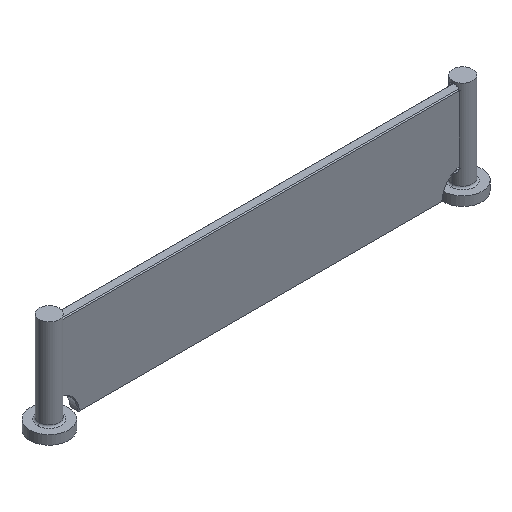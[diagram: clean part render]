
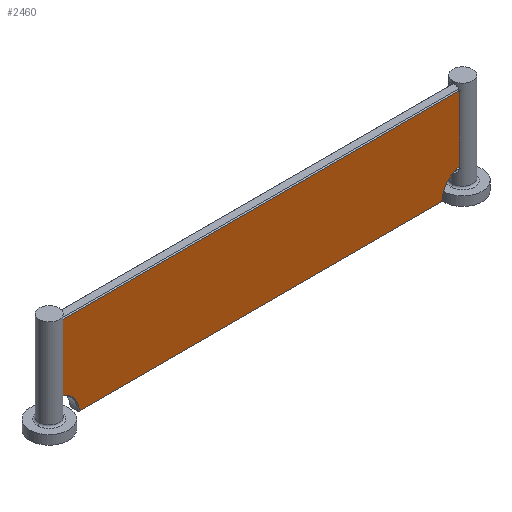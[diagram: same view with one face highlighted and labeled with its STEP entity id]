
A CAD part, isometric view. The second image highlights one B-rep face of the part: STEP entity #2460.
In plain terms, the highlighted planar face has unit normal (0, -1, 0).
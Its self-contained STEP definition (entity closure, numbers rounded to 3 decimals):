
#20 = CARTESIAN_POINT ( 'NONE',  ( 3., -5., 54. ) ) ;
#28 = LINE ( 'NONE', #2183, #1347 ) ;
#54 = CIRCLE ( 'NONE', #1929, 26. ) ;
#108 = VERTEX_POINT ( 'NONE', #1993 ) ;
#156 = EDGE_CURVE ( 'NONE', #108, #1106, #868, .T. ) ;
#200 = CARTESIAN_POINT ( 'NONE',  ( 451., -5., 102. ) ) ;
#434 = CARTESIAN_POINT ( 'NONE',  ( 3., -5., 102. ) ) ;
#479 = CARTESIAN_POINT ( 'NONE',  ( 451., -5., 30.981 ) ) ;
#531 = DIRECTION ( 'NONE',  ( -1., 0., 0. ) ) ;
#555 = ORIENTED_EDGE ( 'NONE', *, *, #1125, .T. ) ;
#563 = ORIENTED_EDGE ( 'NONE', *, *, #1852, .T. ) ;
#639 = PLANE ( 'NONE',  #654 ) ;
#654 = AXIS2_PLACEMENT_3D ( 'NONE', #1853, #3037, #2141 ) ;
#732 = DIRECTION ( 'NONE',  ( 0., 1., 0. ) ) ;
#868 = CIRCLE ( 'NONE', #2635, 26. ) ;
#882 = EDGE_CURVE ( 'NONE', #1106, #2409, #28, .T. ) ;
#928 = CARTESIAN_POINT ( 'NONE',  ( 2., -5., 5. ) ) ;
#939 = ORIENTED_EDGE ( 'NONE', *, *, #1789, .T. ) ;
#985 = DIRECTION ( 'NONE',  ( 0., 0., -1. ) ) ;
#1069 = CARTESIAN_POINT ( 'NONE',  ( 451., -5., 54. ) ) ;
#1106 = VERTEX_POINT ( 'NONE', #2862 ) ;
#1125 = EDGE_CURVE ( 'NONE', #2392, #1963, #1241, .T. ) ;
#1241 = LINE ( 'NONE', #1489, #1712 ) ;
#1347 = VECTOR ( 'NONE', #2196, 1000. ) ;
#1489 = CARTESIAN_POINT ( 'NONE',  ( 227., -5., 102. ) ) ;
#1519 = VECTOR ( 'NONE', #985, 1000. ) ;
#1595 = EDGE_CURVE ( 'NONE', #2409, #2828, #54, .T. ) ;
#1657 = DIRECTION ( 'NONE',  ( 0., 1., 0. ) ) ;
#1712 = VECTOR ( 'NONE', #531, 1000. ) ;
#1776 = ORIENTED_EDGE ( 'NONE', *, *, #156, .T. ) ;
#1789 = EDGE_CURVE ( 'NONE', #2828, #2392, #2804, .T. ) ;
#1852 = EDGE_CURVE ( 'NONE', #1963, #108, #2191, .T. ) ;
#1853 = CARTESIAN_POINT ( 'NONE',  ( 227., -5., 54. ) ) ;
#1894 = CARTESIAN_POINT ( 'NONE',  ( 426.019, -5., 6. ) ) ;
#1929 = AXIS2_PLACEMENT_3D ( 'NONE', #2615, #732, #1941 ) ;
#1941 = DIRECTION ( 'NONE',  ( 0., 0., -1. ) ) ;
#1963 = VERTEX_POINT ( 'NONE', #434 ) ;
#1993 = CARTESIAN_POINT ( 'NONE',  ( 3., -5., 30.981 ) ) ;
#2141 = DIRECTION ( 'NONE',  ( 0., 0., -1. ) ) ;
#2183 = CARTESIAN_POINT ( 'NONE',  ( 227., -5., 6. ) ) ;
#2191 = LINE ( 'NONE', #20, #1519 ) ;
#2196 = DIRECTION ( 'NONE',  ( 1., 0., 0. ) ) ;
#2275 = ORIENTED_EDGE ( 'NONE', *, *, #882, .T. ) ;
#2392 = VERTEX_POINT ( 'NONE', #200 ) ;
#2409 = VERTEX_POINT ( 'NONE', #1894 ) ;
#2460 = ADVANCED_FACE ( 'NONE', ( #2717 ), #639, .T. ) ;
#2615 = CARTESIAN_POINT ( 'NONE',  ( 452., -5., 5. ) ) ;
#2635 = AXIS2_PLACEMENT_3D ( 'NONE', #928, #1657, #2641 ) ;
#2641 = DIRECTION ( 'NONE',  ( 0., 0., -1. ) ) ;
#2717 = FACE_OUTER_BOUND ( 'NONE', #2888, .T. ) ;
#2735 = VECTOR ( 'NONE', #3096, 1000. ) ;
#2737 = ORIENTED_EDGE ( 'NONE', *, *, #1595, .T. ) ;
#2804 = LINE ( 'NONE', #1069, #2735 ) ;
#2828 = VERTEX_POINT ( 'NONE', #479 ) ;
#2862 = CARTESIAN_POINT ( 'NONE',  ( 27.981, -5., 6. ) ) ;
#2888 = EDGE_LOOP ( 'NONE', ( #2275, #2737, #939, #555, #563, #1776 ) ) ;
#3037 = DIRECTION ( 'NONE',  ( 0., -1., 0. ) ) ;
#3096 = DIRECTION ( 'NONE',  ( 0., 0., 1. ) ) ;
